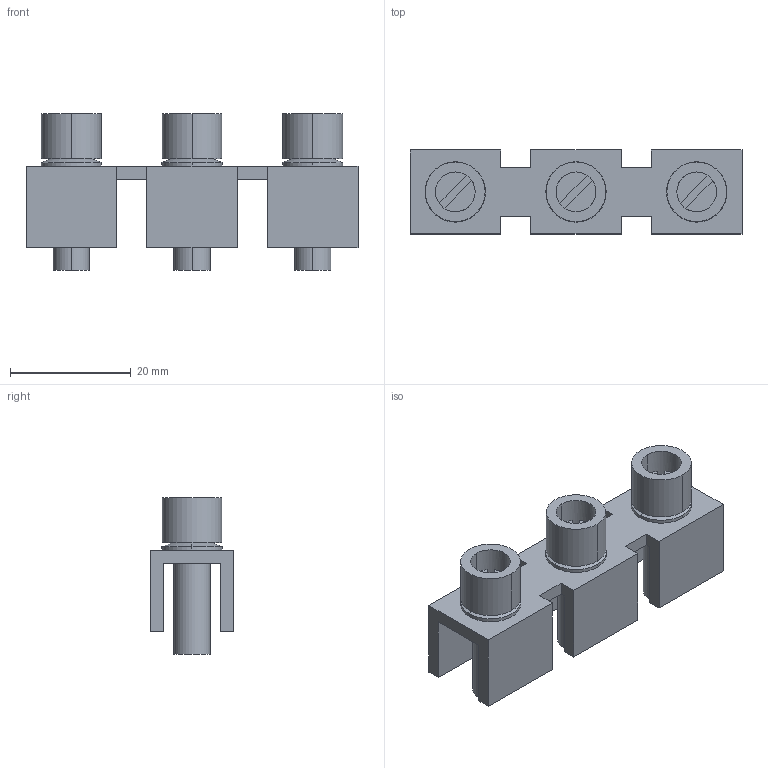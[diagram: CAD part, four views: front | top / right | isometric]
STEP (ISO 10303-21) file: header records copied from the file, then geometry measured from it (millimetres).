
FILE_DESCRIPTION(('Creo Elements/Direct Modeling STEP Export'),'2;1');
FILE_NAME('model.stp','2020-01-23T 0:23:55',(''),(''),'Creo Elements/Direct Modeling STEP processor for AP214 (Solid Model)','Creo Elements/Direct Modeling 20.1A 29-Sep-2018 (C) Parametric Technology GmbH','');
FILE_SCHEMA(('AUTOMOTIVE_DESIGN { 1 0 10303 214 1 1 1 1 }'));
Length unit declared in the file: millimetre
Products named in the file (2): FBI_3_20_EX-select
Assembly tree (1 placements, depth 2):
  FBI_3_20_EX-select
    FBI_3_20_EX-select
Bounding box: 55 x 13.9 x 26 mm (x, y, z)
Volume: 6595.5 mm3; surface area: 6289.2 mm2
Topology: 1 solids, 1 shells, 88 faces, 223 edges, 149 vertices
Faces by surface type: plane 58, cylinder 24, cone 6
Entity records: 3063 total; most frequent: ORIENTED_EDGE 446, CARTESIAN_POINT 388, DIRECTION 344, EDGE_CURVE 223, VERTEX_POINT 149, VECTOR 134, LINE 134, AXIS2_PLACEMENT_3D 105
